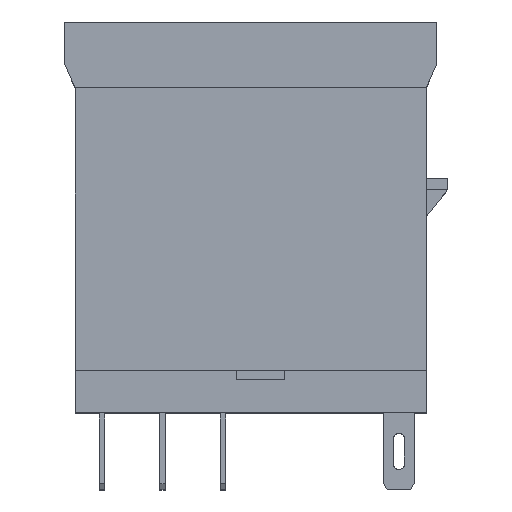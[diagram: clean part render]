
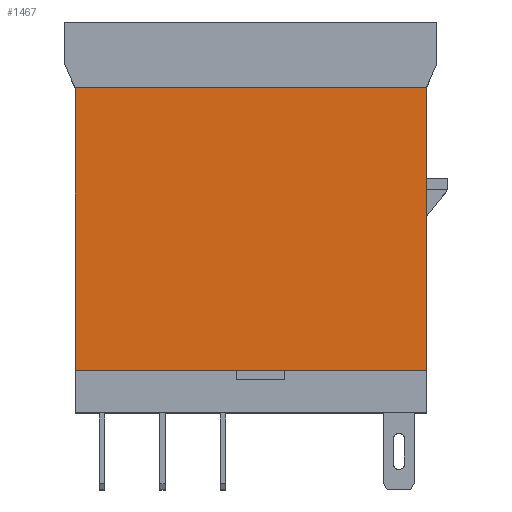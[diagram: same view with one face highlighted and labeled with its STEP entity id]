
A CAD part, top view. The second image highlights one B-rep face of the part: STEP entity #1467.
In plain terms, the highlighted planar face has unit normal (0, 0, 1).
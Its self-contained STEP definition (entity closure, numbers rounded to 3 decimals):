
#127 = LINE ( 'NONE', #8622, #8783 ) ;
#313 = ORIENTED_EDGE ( 'NONE', *, *, #9020, .T. ) ;
#383 = LINE ( 'NONE', #542, #1666 ) ;
#440 = EDGE_CURVE ( 'NONE', #1249, #7059, #127, .T. ) ;
#542 = CARTESIAN_POINT ( 'NONE',  ( 0., 0., 0. ) ) ;
#562 = LINE ( 'NONE', #9047, #9240 ) ;
#1249 = VERTEX_POINT ( 'NONE', #4211 ) ;
#1324 = PLANE ( 'NONE',  #3641 ) ;
#1435 = CARTESIAN_POINT ( 'NONE',  ( 0., 0., 0. ) ) ;
#1467 = ADVANCED_FACE ( 'NONE', ( #2258 ), #1324, .T. ) ;
#1505 = CARTESIAN_POINT ( 'NONE',  ( 0., -23.15, 0. ) ) ;
#1666 = VECTOR ( 'NONE', #1910, 1000. ) ;
#1838 = ORIENTED_EDGE ( 'NONE', *, *, #4965, .T. ) ;
#1910 = DIRECTION ( 'NONE',  ( 0., -1., 0. ) ) ;
#2177 = CARTESIAN_POINT ( 'NONE',  ( 28.8, 0., 0. ) ) ;
#2258 = FACE_OUTER_BOUND ( 'NONE', #9901, .T. ) ;
#2478 = LINE ( 'NONE', #4064, #7864 ) ;
#3641 = AXIS2_PLACEMENT_3D ( 'NONE', #1435, #3670, #6848 ) ;
#3670 = DIRECTION ( 'NONE',  ( 0., 0., 1. ) ) ;
#3764 = EDGE_CURVE ( 'NONE', #7059, #5107, #562, .T. ) ;
#4036 = DIRECTION ( 'NONE',  ( 0., 1., 0. ) ) ;
#4064 = CARTESIAN_POINT ( 'NONE',  ( 0., -23.15, 0. ) ) ;
#4211 = CARTESIAN_POINT ( 'NONE',  ( 28.8, -23.15, 0. ) ) ;
#4561 = CARTESIAN_POINT ( 'NONE',  ( 0., 0., 0. ) ) ;
#4965 = EDGE_CURVE ( 'NONE', #9626, #1249, #2478, .T. ) ;
#5107 = VERTEX_POINT ( 'NONE', #4561 ) ;
#5574 = DIRECTION ( 'NONE',  ( 1., 0., 0. ) ) ;
#5829 = ORIENTED_EDGE ( 'NONE', *, *, #3764, .T. ) ;
#5983 = DIRECTION ( 'NONE',  ( -1., 0., 0. ) ) ;
#6823 = ORIENTED_EDGE ( 'NONE', *, *, #440, .T. ) ;
#6848 = DIRECTION ( 'NONE',  ( 1., 0., 0. ) ) ;
#7059 = VERTEX_POINT ( 'NONE', #2177 ) ;
#7864 = VECTOR ( 'NONE', #5574, 1000. ) ;
#8622 = CARTESIAN_POINT ( 'NONE',  ( 28.8, 0., 0. ) ) ;
#8783 = VECTOR ( 'NONE', #4036, 1000. ) ;
#9020 = EDGE_CURVE ( 'NONE', #5107, #9626, #383, .T. ) ;
#9047 = CARTESIAN_POINT ( 'NONE',  ( 0., 0., 0. ) ) ;
#9240 = VECTOR ( 'NONE', #5983, 1000. ) ;
#9626 = VERTEX_POINT ( 'NONE', #1505 ) ;
#9901 = EDGE_LOOP ( 'NONE', ( #313, #1838, #6823, #5829 ) ) ;
